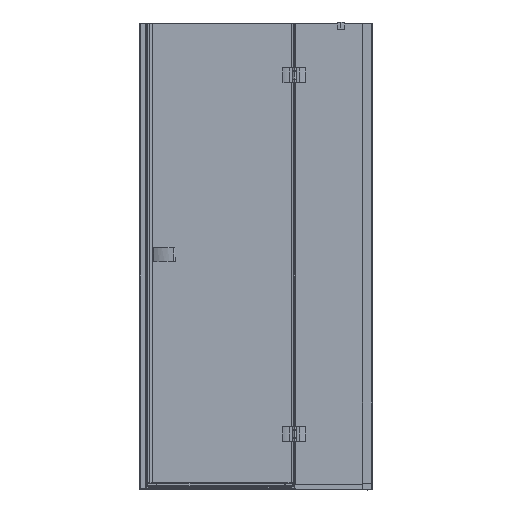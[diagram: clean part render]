
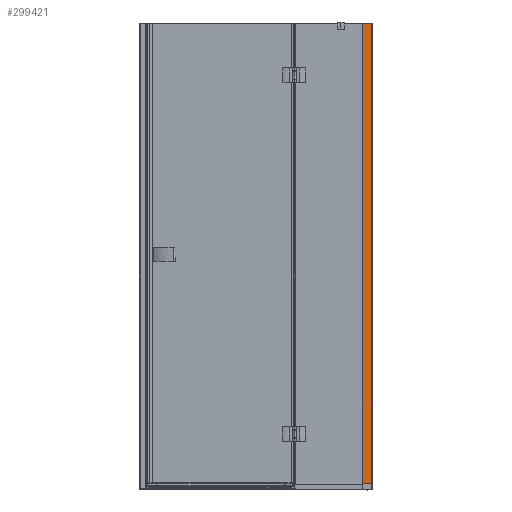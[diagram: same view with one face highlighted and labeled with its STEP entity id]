
A CAD part, top view. The second image highlights one B-rep face of the part: STEP entity #299421.
In plain terms, the highlighted cylindrical face has radius 960.746 mm (diameter 1921.49 mm), a partial arc.
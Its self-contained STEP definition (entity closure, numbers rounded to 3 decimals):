
#1534 = ORIENTED_EDGE ( 'NONE', *, *, #197981, .T. ) ;
#3095 = EDGE_LOOP ( 'NONE', ( #107083, #1534, #167752, #305469 ) ) ;
#6471 = CARTESIAN_POINT ( 'NONE',  ( 218.953, -959.5, -948.399 ) ) ;
#14123 = CARTESIAN_POINT ( 'NONE',  ( 199.49, 966.5, 12.15 ) ) ;
#14352 = CYLINDRICAL_SURFACE ( 'NONE', #187038, 960.747 ) ;
#26649 = VECTOR ( 'NONE', #65393, 1000. ) ;
#39605 = CARTESIAN_POINT ( 'NONE',  ( 218.953, 966.5, -948.399 ) ) ;
#51018 = AXIS2_PLACEMENT_3D ( 'NONE', #101645, #225392, #152888 ) ;
#62188 = AXIS2_PLACEMENT_3D ( 'NONE', #6471, #105598, #205899 ) ;
#65393 = DIRECTION ( 'NONE',  ( 0., -1., 0. ) ) ;
#86344 = LINE ( 'NONE', #14123, #26649 ) ;
#86968 = CARTESIAN_POINT ( 'NONE',  ( 238.706, 966.5, 12.144 ) ) ;
#101645 = CARTESIAN_POINT ( 'NONE',  ( 218.953, 966.5, -948.399 ) ) ;
#105598 = DIRECTION ( 'NONE',  ( 0., 1., 0. ) ) ;
#107083 = ORIENTED_EDGE ( 'NONE', *, *, #310029, .T. ) ;
#132436 = CIRCLE ( 'NONE', #62188, 960.747 ) ;
#150205 = CARTESIAN_POINT ( 'NONE',  ( 238.706, -959.5, 12.144 ) ) ;
#152888 = DIRECTION ( 'NONE',  ( 0., 0., -1. ) ) ;
#153155 = DIRECTION ( 'NONE',  ( 0., 1., 0. ) ) ;
#167752 = ORIENTED_EDGE ( 'NONE', *, *, #311996, .T. ) ;
#175568 = VERTEX_POINT ( 'NONE', #150205 ) ;
#176193 = VERTEX_POINT ( 'NONE', #292398 ) ;
#187038 = AXIS2_PLACEMENT_3D ( 'NONE', #39605, #268903, #214387 ) ;
#197981 = EDGE_CURVE ( 'NONE', #303007, #273964, #269812, .T. ) ;
#205899 = DIRECTION ( 'NONE',  ( 0., 0., -1. ) ) ;
#214387 = DIRECTION ( 'NONE',  ( 0., 0., -1. ) ) ;
#221454 = FACE_OUTER_BOUND ( 'NONE', #3095, .T. ) ;
#225392 = DIRECTION ( 'NONE',  ( 0., -1., 0. ) ) ;
#257622 = CARTESIAN_POINT ( 'NONE',  ( 199.49, 966.5, 12.15 ) ) ;
#268903 = DIRECTION ( 'NONE',  ( 0., 1., 0. ) ) ;
#269812 = CIRCLE ( 'NONE', #51018, 960.747 ) ;
#273964 = VERTEX_POINT ( 'NONE', #257622 ) ;
#274513 = LINE ( 'NONE', #330154, #278350 ) ;
#278350 = VECTOR ( 'NONE', #153155, 1000. ) ;
#292398 = CARTESIAN_POINT ( 'NONE',  ( 199.49, -959.5, 12.15 ) ) ;
#299421 = ADVANCED_FACE ( 'NONE', ( #221454 ), #14352, .T. ) ;
#303007 = VERTEX_POINT ( 'NONE', #86968 ) ;
#305469 = ORIENTED_EDGE ( 'NONE', *, *, #306579, .T. ) ;
#306579 = EDGE_CURVE ( 'NONE', #176193, #175568, #132436, .T. ) ;
#310029 = EDGE_CURVE ( 'NONE', #175568, #303007, #274513, .T. ) ;
#311996 = EDGE_CURVE ( 'NONE', #273964, #176193, #86344, .T. ) ;
#330154 = CARTESIAN_POINT ( 'NONE',  ( 238.706, 966.5, 12.144 ) ) ;
